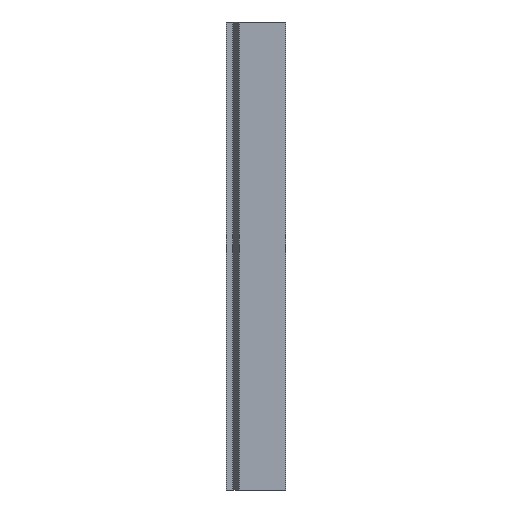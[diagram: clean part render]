
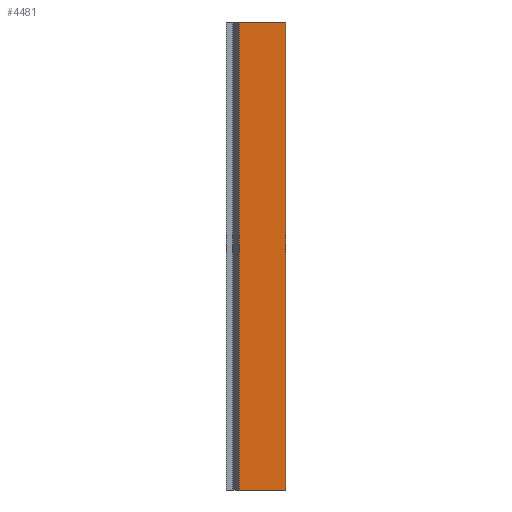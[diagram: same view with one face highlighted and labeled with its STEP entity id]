
A CAD part, left-side view. The second image highlights one B-rep face of the part: STEP entity #4481.
In plain terms, the highlighted planar face has unit normal (-1, 0, 0).
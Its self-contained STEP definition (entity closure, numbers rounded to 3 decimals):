
#353 = EDGE_CURVE ( 'NONE', #516, #512, #2924, .T. ) ;
#355 = EDGE_CURVE ( 'NONE', #517, #512, #2928, .T. ) ;
#356 = EDGE_CURVE ( 'NONE', #518, #517, #2930, .T. ) ;
#357 = EDGE_CURVE ( 'NONE', #518, #516, #2932, .T. ) ;
#512 = VERTEX_POINT ( 'NONE', #3302 ) ;
#516 = VERTEX_POINT ( 'NONE', #3306 ) ;
#517 = VERTEX_POINT ( 'NONE', #3307 ) ;
#518 = VERTEX_POINT ( 'NONE', #3308 ) ;
#1176 = AXIS2_PLACEMENT_3D ( 'NONE', #1940, #1941, #1942 ) ;
#1939 = PLANE ( 'NONE',  #1176 ) ;
#1940 = CARTESIAN_POINT ( 'NONE',  ( -25., 8., -106. ) ) ;
#1941 = DIRECTION ( 'NONE',  ( -1., 0., 0. ) ) ;
#1942 = DIRECTION ( 'NONE',  ( 0., -1., 0. ) ) ;
#2300 = ORIENTED_EDGE ( 'NONE', *, *, #353, .T. ) ;
#2301 = ORIENTED_EDGE ( 'NONE', *, *, #357, .T. ) ;
#2302 = ORIENTED_EDGE ( 'NONE', *, *, #356, .F. ) ;
#2303 = ORIENTED_EDGE ( 'NONE', *, *, #355, .F. ) ;
#2377 = FACE_OUTER_BOUND ( 'NONE', #3061, .T. ) ;
#2924 = LINE ( 'NONE', #3960, #2925 ) ;
#2925 = VECTOR ( 'NONE', #3961, 1000. ) ;
#2928 = LINE ( 'NONE', #3964, #2929 ) ;
#2929 = VECTOR ( 'NONE', #3965, 1000. ) ;
#2930 = LINE ( 'NONE', #3966, #2931 ) ;
#2931 = VECTOR ( 'NONE', #3967, 1000. ) ;
#2932 = LINE ( 'NONE', #3968, #2933 ) ;
#2933 = VECTOR ( 'NONE', #3969, 1000. ) ;
#3061 = EDGE_LOOP ( 'NONE', ( #2303, #2302, #2301, #2300 ) ) ;
#3302 = CARTESIAN_POINT ( 'NONE',  ( -25., -13., 106. ) ) ;
#3306 = CARTESIAN_POINT ( 'NONE',  ( -25., -13., -106. ) ) ;
#3307 = CARTESIAN_POINT ( 'NONE',  ( -25., 8., 106. ) ) ;
#3308 = CARTESIAN_POINT ( 'NONE',  ( -25., 8., -106. ) ) ;
#3960 = CARTESIAN_POINT ( 'NONE',  ( -25., -13., -106. ) ) ;
#3961 = DIRECTION ( 'NONE',  ( 0., 0., 1. ) ) ;
#3964 = CARTESIAN_POINT ( 'NONE',  ( -25., 8., 106. ) ) ;
#3965 = DIRECTION ( 'NONE',  ( 0., -1., 0. ) ) ;
#3966 = CARTESIAN_POINT ( 'NONE',  ( -25., 8., -106. ) ) ;
#3967 = DIRECTION ( 'NONE',  ( 0., 0., 1. ) ) ;
#3968 = CARTESIAN_POINT ( 'NONE',  ( -25., 8., -106. ) ) ;
#3969 = DIRECTION ( 'NONE',  ( 0., -1., 0. ) ) ;
#4481 = ADVANCED_FACE ( 'NONE', ( #2377 ), #1939, .T. ) ;
